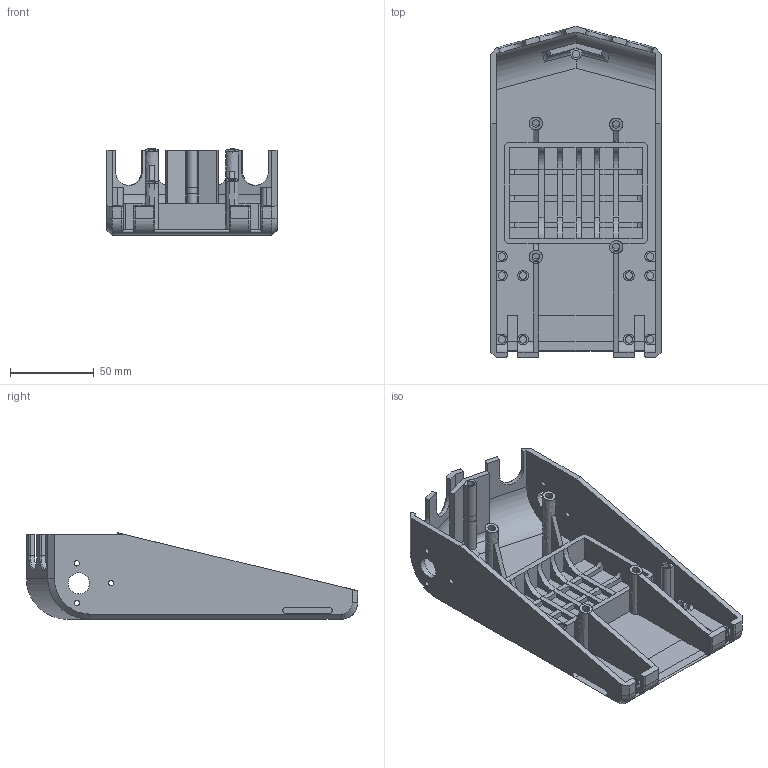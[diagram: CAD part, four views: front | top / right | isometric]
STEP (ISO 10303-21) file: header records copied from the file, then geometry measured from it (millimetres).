
FILE_DESCRIPTION(('FreeCAD Model'),'2;1');
FILE_NAME('Open CASCADE Shape Model','2025-04-14T09:14:38',(''),(''), 'Open CASCADE STEP processor 7.8','FreeCAD','Unknown');
FILE_SCHEMA(('AUTOMOTIVE_DESIGN { 1 0 10303 214 1 1 1 1 }'));
Length unit declared in the file: millimetre
Products named in the file (1): Lower Chassis
Bounding box: 101.6 x 197.76 x 51.75 mm (x, y, z)
Volume: 153368.1 mm3; surface area: 95903.9 mm2
Topology: 1 solids, 1 shells, 374 faces, 996 edges, 640 vertices
Faces by surface type: plane 251, cylinder 95, torus 10, bspline 10, extrusion 6, cone 2
Full cylindrical faces by diameter (mm): 3.175 x6, 4.4 x11, 4.5 x4, 6.35 x3, 12.7 x2
Entity records: 16622 total; most frequent: CARTESIAN_POINT 7306, ORIENTED_EDGE 1992, DIRECTION 1843, EDGE_CURVE 996, VECTOR 715, LINE 709, VERTEX_POINT 640, AXIS2_PLACEMENT_3D 564
